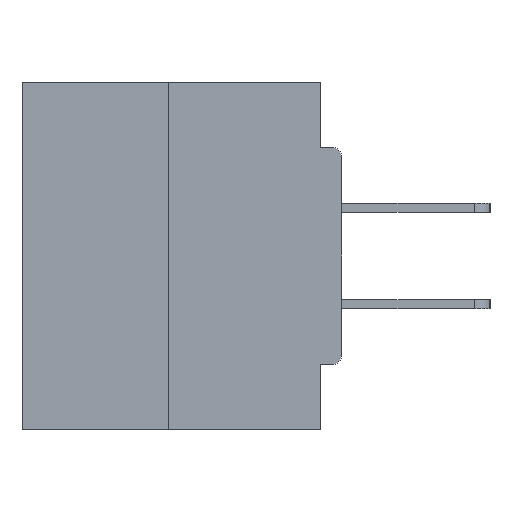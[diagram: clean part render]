
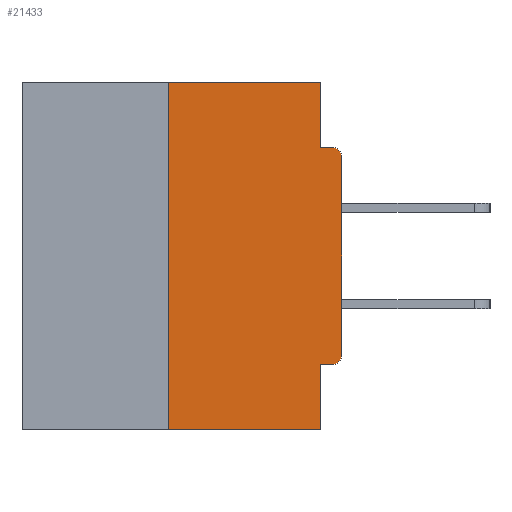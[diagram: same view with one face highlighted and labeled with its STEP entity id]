
A CAD part, left-side view. The second image highlights one B-rep face of the part: STEP entity #21433.
In plain terms, the highlighted planar face has unit normal (-1, 0, 0).
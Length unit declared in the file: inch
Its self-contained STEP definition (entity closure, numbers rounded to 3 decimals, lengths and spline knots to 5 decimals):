
#85 = VERTEX_POINT ( 'NONE', #13814 ) ;
#151 = CARTESIAN_POINT ( 'NONE',  ( 0., 0.031, -0.5 ) ) ;
#323 = CIRCLE ( 'NONE', #26923, 0.015 ) ;
#876 = EDGE_CURVE ( 'NONE', #7328, #5432, #323, .T. ) ;
#1347 = EDGE_LOOP ( 'NONE', ( #18785, #20504, #10012, #17638, #23174, #5259, #4400, #20427, #26666, #14024 ) ) ;
#1495 = EDGE_CURVE ( 'NONE', #85, #44875, #35799, .T. ) ;
#2023 = CARTESIAN_POINT ( 'NONE',  ( 0., 0.46, 0. ) ) ;
#3231 = EDGE_CURVE ( 'NONE', #30668, #5432, #8095, .T. ) ;
#3661 = EDGE_CURVE ( 'NONE', #44875, #20008, #30952, .T. ) ;
#3846 = CARTESIAN_POINT ( 'NONE',  ( 0., 0.031, 0. ) ) ;
#4400 = ORIENTED_EDGE ( 'NONE', *, *, #17013, .T. ) ;
#5243 = CARTESIAN_POINT ( 'NONE',  ( 0., 0.031, -0.5 ) ) ;
#5259 = ORIENTED_EDGE ( 'NONE', *, *, #16262, .T. ) ;
#5432 = VERTEX_POINT ( 'NONE', #15517 ) ;
#6052 = CARTESIAN_POINT ( 'NONE',  ( 0., 0., -0.3915 ) ) ;
#6402 = DIRECTION ( 'NONE',  ( 1., 0., 0. ) ) ;
#6751 = LINE ( 'NONE', #45662, #23986 ) ;
#6900 = CARTESIAN_POINT ( 'NONE',  ( 0., 0.031, -0.0935 ) ) ;
#7328 = VERTEX_POINT ( 'NONE', #9571 ) ;
#7497 = VECTOR ( 'NONE', #31851, 39.37008 ) ;
#8095 = LINE ( 'NONE', #31934, #41891 ) ;
#9571 = CARTESIAN_POINT ( 'NONE',  ( 0., 0., -0.1085 ) ) ;
#10012 = ORIENTED_EDGE ( 'NONE', *, *, #36392, .T. ) ;
#11131 = AXIS2_PLACEMENT_3D ( 'NONE', #15740, #16415, #12716 ) ;
#12493 = CARTESIAN_POINT ( 'NONE',  ( 0., 0.46, 0. ) ) ;
#12716 = DIRECTION ( 'NONE',  ( 0., 0., -1. ) ) ;
#13814 = CARTESIAN_POINT ( 'NONE',  ( 0., 0.015, -0.4065 ) ) ;
#14024 = ORIENTED_EDGE ( 'NONE', *, *, #33079, .F. ) ;
#15517 = CARTESIAN_POINT ( 'NONE',  ( 0., 0.015, -0.0935 ) ) ;
#15729 = CARTESIAN_POINT ( 'NONE',  ( 0., 0.25, -0.5 ) ) ;
#15740 = CARTESIAN_POINT ( 'NONE',  ( 0., 0.015, -0.3915 ) ) ;
#16242 = CARTESIAN_POINT ( 'NONE',  ( 0., 0.031, 0. ) ) ;
#16262 = EDGE_CURVE ( 'NONE', #85, #31804, #22198, .T. ) ;
#16415 = DIRECTION ( 'NONE',  ( -1., 0., 0. ) ) ;
#16586 = CARTESIAN_POINT ( 'NONE',  ( 0., 0.46, -0.5 ) ) ;
#17013 = EDGE_CURVE ( 'NONE', #31804, #7328, #33167, .T. ) ;
#17638 = ORIENTED_EDGE ( 'NONE', *, *, #3661, .F. ) ;
#17746 = CARTESIAN_POINT ( 'NONE',  ( 0., 0., 0. ) ) ;
#18056 = CARTESIAN_POINT ( 'NONE',  ( 0., 0.031, -0.4065 ) ) ;
#18785 = ORIENTED_EDGE ( 'NONE', *, *, #39426, .F. ) ;
#19499 = DIRECTION ( 'NONE',  ( 0., 0., -1. ) ) ;
#19606 = VERTEX_POINT ( 'NONE', #15729 ) ;
#20008 = VERTEX_POINT ( 'NONE', #5243 ) ;
#20427 = ORIENTED_EDGE ( 'NONE', *, *, #876, .T. ) ;
#20504 = ORIENTED_EDGE ( 'NONE', *, *, #36047, .F. ) ;
#20878 = DIRECTION ( 'NONE',  ( 0., 0., 1. ) ) ;
#21252 = VECTOR ( 'NONE', #43979, 39.37008 ) ;
#21433 = ADVANCED_FACE ( 'NONE', ( #30074 ), #44234, .F. ) ;
#22198 = CIRCLE ( 'NONE', #11131, 0.015 ) ;
#22416 = VECTOR ( 'NONE', #19499, 39.37008 ) ;
#23174 = ORIENTED_EDGE ( 'NONE', *, *, #1495, .F. ) ;
#23986 = VECTOR ( 'NONE', #20878, 39.37008 ) ;
#26025 = VERTEX_POINT ( 'NONE', #32416 ) ;
#26666 = ORIENTED_EDGE ( 'NONE', *, *, #3231, .F. ) ;
#26923 = AXIS2_PLACEMENT_3D ( 'NONE', #28896, #32140, #43049 ) ;
#27003 = DIRECTION ( 'NONE',  ( 0., -1., 0. ) ) ;
#28896 = CARTESIAN_POINT ( 'NONE',  ( 0., 0.015, -0.1085 ) ) ;
#29071 = DIRECTION ( 'NONE',  ( 0., 0., -1. ) ) ;
#30074 = FACE_OUTER_BOUND ( 'NONE', #1347, .T. ) ;
#30668 = VERTEX_POINT ( 'NONE', #6900 ) ;
#30683 = VECTOR ( 'NONE', #29071, 39.37008 ) ;
#30703 = LINE ( 'NONE', #16586, #38050 ) ;
#30925 = DIRECTION ( 'NONE',  ( 0., 0., -1. ) ) ;
#30952 = LINE ( 'NONE', #151, #30683 ) ;
#31804 = VERTEX_POINT ( 'NONE', #6052 ) ;
#31851 = DIRECTION ( 'NONE',  ( 0., 0., 1. ) ) ;
#31934 = CARTESIAN_POINT ( 'NONE',  ( 0., 0., -0.0935 ) ) ;
#32140 = DIRECTION ( 'NONE',  ( -1., 0., 0. ) ) ;
#32416 = CARTESIAN_POINT ( 'NONE',  ( 0., 0.25, 0. ) ) ;
#33079 = EDGE_CURVE ( 'NONE', #38436, #30668, #40573, .T. ) ;
#33080 = LINE ( 'NONE', #2023, #21252 ) ;
#33167 = LINE ( 'NONE', #17746, #7497 ) ;
#35799 = LINE ( 'NONE', #38599, #37667 ) ;
#36047 = EDGE_CURVE ( 'NONE', #19606, #26025, #6751, .T. ) ;
#36392 = EDGE_CURVE ( 'NONE', #19606, #20008, #30703, .T. ) ;
#37667 = VECTOR ( 'NONE', #42781, 39.37008 ) ;
#38050 = VECTOR ( 'NONE', #27003, 39.37008 ) ;
#38436 = VERTEX_POINT ( 'NONE', #3846 ) ;
#38599 = CARTESIAN_POINT ( 'NONE',  ( 0., 0., -0.4065 ) ) ;
#38884 = DIRECTION ( 'NONE',  ( 0., -1., 0. ) ) ;
#39426 = EDGE_CURVE ( 'NONE', #26025, #38436, #33080, .T. ) ;
#40573 = LINE ( 'NONE', #16242, #22416 ) ;
#41891 = VECTOR ( 'NONE', #38884, 39.37008 ) ;
#42204 = AXIS2_PLACEMENT_3D ( 'NONE', #12493, #6402, #30925 ) ;
#42781 = DIRECTION ( 'NONE',  ( 0., 1., 0. ) ) ;
#43049 = DIRECTION ( 'NONE',  ( 0., 0., -1. ) ) ;
#43979 = DIRECTION ( 'NONE',  ( 0., -1., 0. ) ) ;
#44234 = PLANE ( 'NONE',  #42204 ) ;
#44875 = VERTEX_POINT ( 'NONE', #18056 ) ;
#45662 = CARTESIAN_POINT ( 'NONE',  ( 0., 0.25, 0. ) ) ;
